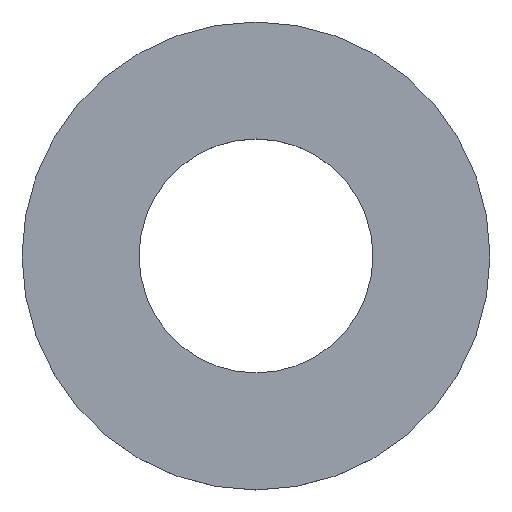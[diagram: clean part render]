
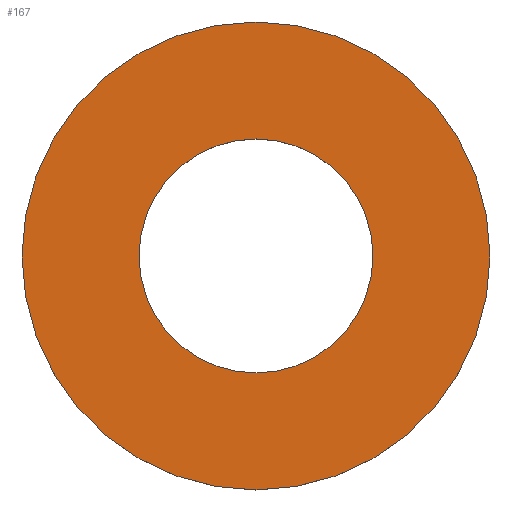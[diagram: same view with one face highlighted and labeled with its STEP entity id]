
A CAD part, top view. The second image highlights one B-rep face of the part: STEP entity #167.
In plain terms, the highlighted planar face has unit normal (0, 0, 1).
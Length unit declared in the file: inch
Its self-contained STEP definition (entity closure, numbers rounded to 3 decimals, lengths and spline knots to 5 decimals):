
#1 = CARTESIAN_POINT ( 'NONE',  ( 0., 0., 0. ) ) ;
#12 = CIRCLE ( 'NONE', #223, 0.65625 ) ;
#15 = EDGE_CURVE ( 'NONE', #98, #52, #234, .T. ) ;
#18 = FACE_OUTER_BOUND ( 'NONE', #217, .T. ) ;
#24 = ORIENTED_EDGE ( 'NONE', *, *, #160, .F. ) ;
#34 = CIRCLE ( 'NONE', #111, 0.32813 ) ;
#40 = DIRECTION ( 'NONE',  ( 1., 0., 0. ) ) ;
#41 = EDGE_CURVE ( 'NONE', #90, #204, #34, .T. ) ;
#43 = CARTESIAN_POINT ( 'NONE',  ( 0.65625, 0., 0. ) ) ;
#52 = VERTEX_POINT ( 'NONE', #43 ) ;
#61 = DIRECTION ( 'NONE',  ( 1., 0., 0. ) ) ;
#72 = CARTESIAN_POINT ( 'NONE',  ( 0., 0., 0. ) ) ;
#84 = AXIS2_PLACEMENT_3D ( 'NONE', #143, #88, #40 ) ;
#88 = DIRECTION ( 'NONE',  ( 0., 0., 1. ) ) ;
#90 = VERTEX_POINT ( 'NONE', #203 ) ;
#94 = CARTESIAN_POINT ( 'NONE',  ( -0.65625, 0., 0. ) ) ;
#97 = DIRECTION ( 'NONE',  ( 0., 0., 1. ) ) ;
#98 = VERTEX_POINT ( 'NONE', #94 ) ;
#104 = DIRECTION ( 'NONE',  ( 0., 0., 1. ) ) ;
#111 = AXIS2_PLACEMENT_3D ( 'NONE', #1, #104, #61 ) ;
#120 = DIRECTION ( 'NONE',  ( 0., 0., 1. ) ) ;
#125 = EDGE_LOOP ( 'NONE', ( #140, #24 ) ) ;
#127 = FACE_BOUND ( 'NONE', #125, .T. ) ;
#133 = AXIS2_PLACEMENT_3D ( 'NONE', #206, #97, #228 ) ;
#135 = DIRECTION ( 'NONE',  ( 1., 0., 0. ) ) ;
#140 = ORIENTED_EDGE ( 'NONE', *, *, #41, .F. ) ;
#143 = CARTESIAN_POINT ( 'NONE',  ( 0., 0., 0. ) ) ;
#160 = EDGE_CURVE ( 'NONE', #204, #90, #224, .T. ) ;
#167 = ADVANCED_FACE ( 'NONE', ( #127, #18 ), #168, .T. ) ;
#168 = PLANE ( 'NONE',  #198 ) ;
#198 = AXIS2_PLACEMENT_3D ( 'NONE', #72, #247, #135 ) ;
#201 = ORIENTED_EDGE ( 'NONE', *, *, #226, .T. ) ;
#203 = CARTESIAN_POINT ( 'NONE',  ( 0.32813, 0., 0. ) ) ;
#204 = VERTEX_POINT ( 'NONE', #248 ) ;
#206 = CARTESIAN_POINT ( 'NONE',  ( 0., 0., 0. ) ) ;
#217 = EDGE_LOOP ( 'NONE', ( #201, #241 ) ) ;
#223 = AXIS2_PLACEMENT_3D ( 'NONE', #231, #120, #249 ) ;
#224 = CIRCLE ( 'NONE', #133, 0.32813 ) ;
#226 = EDGE_CURVE ( 'NONE', #52, #98, #12, .T. ) ;
#228 = DIRECTION ( 'NONE',  ( 1., 0., 0. ) ) ;
#231 = CARTESIAN_POINT ( 'NONE',  ( 0., 0., 0. ) ) ;
#234 = CIRCLE ( 'NONE', #84, 0.65625 ) ;
#241 = ORIENTED_EDGE ( 'NONE', *, *, #15, .T. ) ;
#247 = DIRECTION ( 'NONE',  ( 0., 0., 1. ) ) ;
#248 = CARTESIAN_POINT ( 'NONE',  ( -0.32813, 0., 0. ) ) ;
#249 = DIRECTION ( 'NONE',  ( 1., 0., 0. ) ) ;
